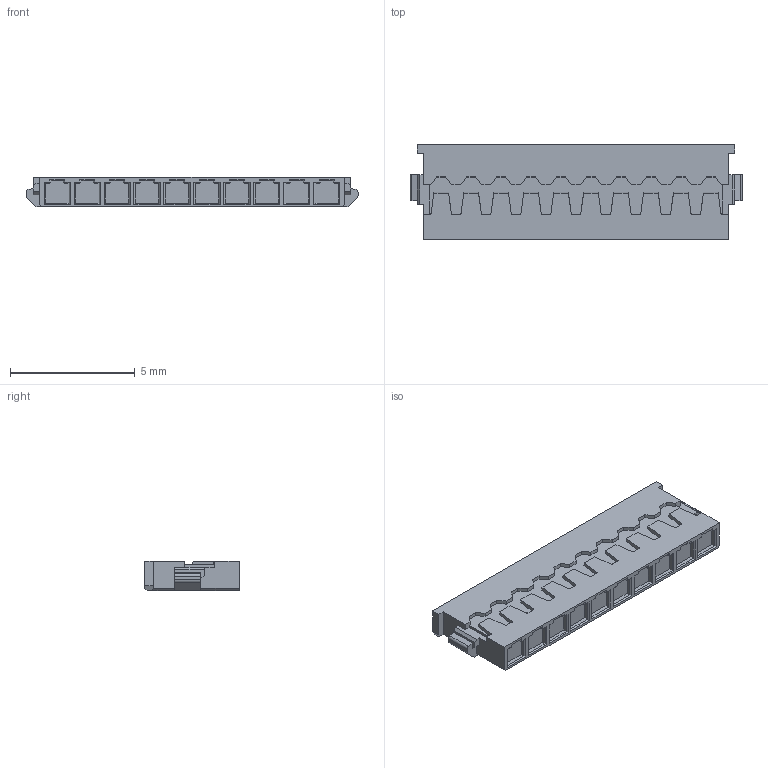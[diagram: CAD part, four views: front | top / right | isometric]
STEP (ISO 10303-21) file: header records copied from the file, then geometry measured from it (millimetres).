
FILE_DESCRIPTION(('CoCreate Modeling STEP Export'),'2;1');
FILE_NAME('WB1201(H)-H010X.stp','2021-09-18T 9:11:20',(''),(''),'CoCreate Modeling STEP processor for AP214 (Solid Model)','CoCreate Modeling 16.00 13-May-2008 (C) Parametric Technology GmbH','');
FILE_SCHEMA(('AUTOMOTIVE_DESIGN { 1 0 10303 214 1 1 1 1 }'));
Length unit declared in the file: millimetre
Products named in the file (2): WB1201(H)-H010X
Assembly tree (1 placements, depth 2):
  WB1201(H)-H010X
    WB1201(H)-H010X
Bounding box: 13.3 x 3.8 x 1.2 mm (x, y, z)
Volume: 50.3 mm3; surface area: 164.1 mm2
Topology: 1 solids, 1 shells, 421 faces, 1125 edges, 716 vertices
Faces by surface type: plane 397, cylinder 24
Entity records: 12660 total; most frequent: ORIENTED_EDGE 2250, CARTESIAN_POINT 2234, DIRECTION 1973, EDGE_CURVE 1125, VECTOR 1063, LINE 1063, VERTEX_POINT 716, AXIS2_PLACEMENT_3D 455
